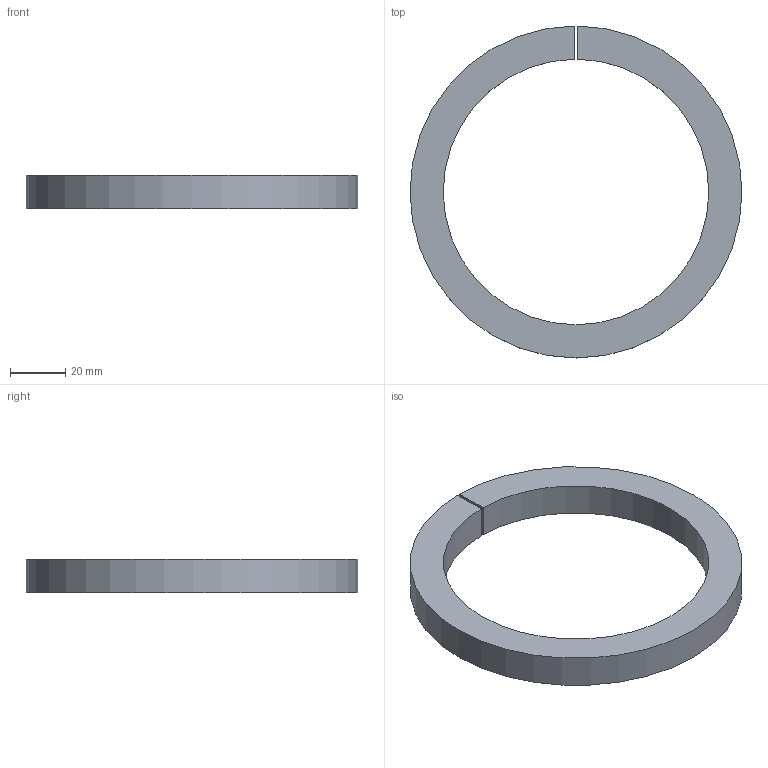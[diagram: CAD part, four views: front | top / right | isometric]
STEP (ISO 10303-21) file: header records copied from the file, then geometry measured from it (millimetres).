
FILE_DESCRIPTION (( 'STEP AP203' ), '1' );
FILE_NAME ('5635-120.step', '2020-05-14T11:26:31', ( '' ), ( '' ), 'SwSTEP 2.0', 'SolidWorks 2015', '' );
FILE_SCHEMA (( 'CONFIG_CONTROL_DESIGN' ));
Length unit declared in the file: millimetre
Products named in the file (1): 5635-120
Bounding box: 120 x 120 x 12 mm (x, y, z)
Volume: 48713.9 mm3; surface area: 16531.3 mm2
Topology: 1 solids, 1 shells, 217 faces, 582 edges, 388 vertices
Faces by surface type: plane 113, bspline 102, cylinder 2
Entity records: 12225 total; most frequent: CARTESIAN_POINT 7410, ORIENTED_EDGE 1164, DIRECTION 614, EDGE_CURVE 582, VERTEX_POINT 388, VECTOR 374, LINE 374, EDGE_LOOP 238
